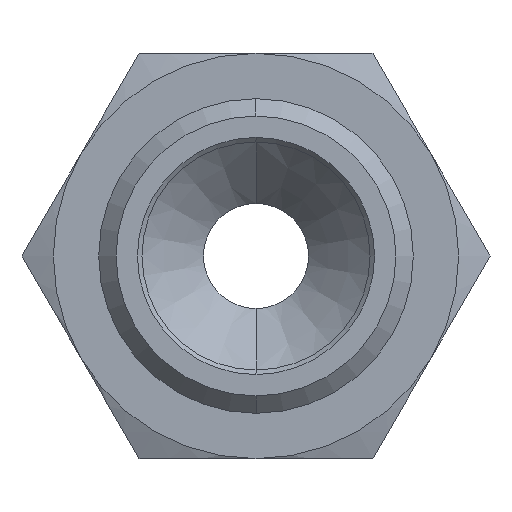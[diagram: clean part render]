
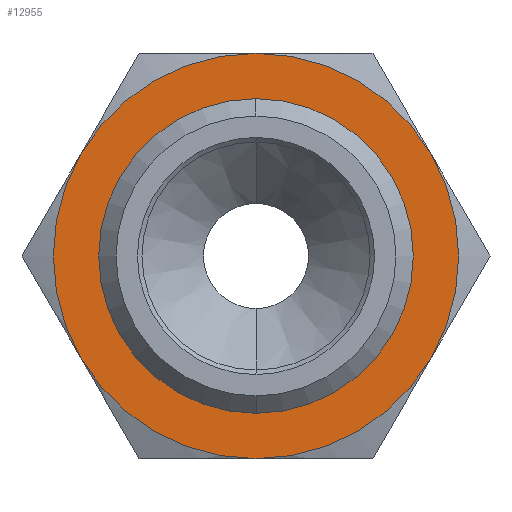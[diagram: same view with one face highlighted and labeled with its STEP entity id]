
A CAD part, left-side view. The second image highlights one B-rep face of the part: STEP entity #12955.
In plain terms, the highlighted planar face has unit normal (-1, 0, 0).
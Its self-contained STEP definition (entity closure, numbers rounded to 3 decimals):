
#340 = CIRCLE ( 'NONE', #10556, 13.5 ) ;
#644 = CARTESIAN_POINT ( 'NONE',  ( -38., 0., 0. ) ) ;
#652 = AXIS2_PLACEMENT_3D ( 'NONE', #8852, #10928, #5703 ) ;
#936 = DIRECTION ( 'NONE',  ( 0., 0., 1. ) ) ;
#976 = AXIS2_PLACEMENT_3D ( 'NONE', #2979, #6104, #4987 ) ;
#1080 = CARTESIAN_POINT ( 'NONE',  ( -38., 11.691, -6.75 ) ) ;
#1131 = EDGE_CURVE ( 'NONE', #1988, #10356, #7643, .T. ) ;
#1305 = CARTESIAN_POINT ( 'NONE',  ( -38., 0., 0. ) ) ;
#1307 = FACE_OUTER_BOUND ( 'NONE', #7346, .T. ) ;
#1552 = CIRCLE ( 'NONE', #976, 9.324 ) ;
#1766 = AXIS2_PLACEMENT_3D ( 'NONE', #12972, #5928, #10967 ) ;
#1931 = CARTESIAN_POINT ( 'NONE',  ( -38., 0., -9.324 ) ) ;
#1988 = VERTEX_POINT ( 'NONE', #10172 ) ;
#2638 = DIRECTION ( 'NONE',  ( 0., 0., 1. ) ) ;
#2960 = ORIENTED_EDGE ( 'NONE', *, *, #11446, .T. ) ;
#2979 = CARTESIAN_POINT ( 'NONE',  ( -38., 0., 0. ) ) ;
#3023 = CARTESIAN_POINT ( 'NONE',  ( -38., 0., 0. ) ) ;
#3029 = AXIS2_PLACEMENT_3D ( 'NONE', #1305, #6371, #9423 ) ;
#3323 = CIRCLE ( 'NONE', #3029, 13.5 ) ;
#3474 = AXIS2_PLACEMENT_3D ( 'NONE', #3917, #10173, #4897 ) ;
#3917 = CARTESIAN_POINT ( 'NONE',  ( -38., 0., 0. ) ) ;
#4194 = DIRECTION ( 'NONE',  ( -1., 0., 0. ) ) ;
#4264 = CARTESIAN_POINT ( 'NONE',  ( -38., 0., -13.5 ) ) ;
#4665 = ORIENTED_EDGE ( 'NONE', *, *, #11534, .T. ) ;
#4776 = DIRECTION ( 'NONE',  ( -1., 0., 0. ) ) ;
#4897 = DIRECTION ( 'NONE',  ( 0., 0., 1. ) ) ;
#4984 = ORIENTED_EDGE ( 'NONE', *, *, #5623, .T. ) ;
#4987 = DIRECTION ( 'NONE',  ( 0., 0., 1. ) ) ;
#5623 = EDGE_CURVE ( 'NONE', #11841, #1988, #13103, .T. ) ;
#5703 = DIRECTION ( 'NONE',  ( 0., 0., 1. ) ) ;
#5831 = PLANE ( 'NONE',  #1766 ) ;
#5928 = DIRECTION ( 'NONE',  ( -1., 0., 0. ) ) ;
#6100 = DIRECTION ( 'NONE',  ( 0., 0., 1. ) ) ;
#6104 = DIRECTION ( 'NONE',  ( 1., 0., 0. ) ) ;
#6371 = DIRECTION ( 'NONE',  ( -1., 0., 0. ) ) ;
#6468 = EDGE_CURVE ( 'NONE', #11245, #12818, #1552, .T. ) ;
#6483 = VERTEX_POINT ( 'NONE', #9159 ) ;
#6586 = ORIENTED_EDGE ( 'NONE', *, *, #6468, .T. ) ;
#6748 = CARTESIAN_POINT ( 'NONE',  ( -38., 0., 9.324 ) ) ;
#6924 = CARTESIAN_POINT ( 'NONE',  ( -38., 0., 0. ) ) ;
#6999 = VERTEX_POINT ( 'NONE', #10666 ) ;
#7210 = ORIENTED_EDGE ( 'NONE', *, *, #1131, .T. ) ;
#7296 = CARTESIAN_POINT ( 'NONE',  ( -38., 0., 0. ) ) ;
#7346 = EDGE_LOOP ( 'NONE', ( #4665, #4984, #7210, #10606, #7717, #2960 ) ) ;
#7643 = CIRCLE ( 'NONE', #3474, 13.5 ) ;
#7683 = AXIS2_PLACEMENT_3D ( 'NONE', #6924, #10951, #936 ) ;
#7698 = CIRCLE ( 'NONE', #7683, 13.5 ) ;
#7717 = ORIENTED_EDGE ( 'NONE', *, *, #8459, .T. ) ;
#8347 = DIRECTION ( 'NONE',  ( 0., 0., 1. ) ) ;
#8399 = AXIS2_PLACEMENT_3D ( 'NONE', #3023, #10168, #6100 ) ;
#8459 = EDGE_CURVE ( 'NONE', #8876, #6483, #3323, .T. ) ;
#8651 = ORIENTED_EDGE ( 'NONE', *, *, #8975, .T. ) ;
#8852 = CARTESIAN_POINT ( 'NONE',  ( -38., 0., 0. ) ) ;
#8876 = VERTEX_POINT ( 'NONE', #4264 ) ;
#8975 = EDGE_CURVE ( 'NONE', #12818, #11245, #11311, .T. ) ;
#9159 = CARTESIAN_POINT ( 'NONE',  ( -38., -11.691, -6.75 ) ) ;
#9282 = FACE_BOUND ( 'NONE', #12660, .T. ) ;
#9423 = DIRECTION ( 'NONE',  ( 0., 0., 1. ) ) ;
#10089 = AXIS2_PLACEMENT_3D ( 'NONE', #644, #4776, #2638 ) ;
#10168 = DIRECTION ( 'NONE',  ( -1., 0., 0. ) ) ;
#10172 = CARTESIAN_POINT ( 'NONE',  ( -38., 11.691, 6.75 ) ) ;
#10173 = DIRECTION ( 'NONE',  ( -1., 0., 0. ) ) ;
#10356 = VERTEX_POINT ( 'NONE', #1080 ) ;
#10556 = AXIS2_PLACEMENT_3D ( 'NONE', #7296, #4194, #8347 ) ;
#10606 = ORIENTED_EDGE ( 'NONE', *, *, #13140, .T. ) ;
#10666 = CARTESIAN_POINT ( 'NONE',  ( -38., -11.691, 6.75 ) ) ;
#10928 = DIRECTION ( 'NONE',  ( 1., 0., 0. ) ) ;
#10951 = DIRECTION ( 'NONE',  ( -1., 0., 0. ) ) ;
#10967 = DIRECTION ( 'NONE',  ( 0., 0., 1. ) ) ;
#11245 = VERTEX_POINT ( 'NONE', #1931 ) ;
#11311 = CIRCLE ( 'NONE', #652, 9.324 ) ;
#11446 = EDGE_CURVE ( 'NONE', #6483, #6999, #7698, .T. ) ;
#11534 = EDGE_CURVE ( 'NONE', #6999, #11841, #12520, .T. ) ;
#11841 = VERTEX_POINT ( 'NONE', #12942 ) ;
#12520 = CIRCLE ( 'NONE', #8399, 13.5 ) ;
#12660 = EDGE_LOOP ( 'NONE', ( #8651, #6586 ) ) ;
#12818 = VERTEX_POINT ( 'NONE', #6748 ) ;
#12942 = CARTESIAN_POINT ( 'NONE',  ( -38., 0., 13.5 ) ) ;
#12955 = ADVANCED_FACE ( 'NONE', ( #9282, #1307 ), #5831, .T. ) ;
#12972 = CARTESIAN_POINT ( 'NONE',  ( -38., 20.18, 0. ) ) ;
#13103 = CIRCLE ( 'NONE', #10089, 13.5 ) ;
#13140 = EDGE_CURVE ( 'NONE', #10356, #8876, #340, .T. ) ;
